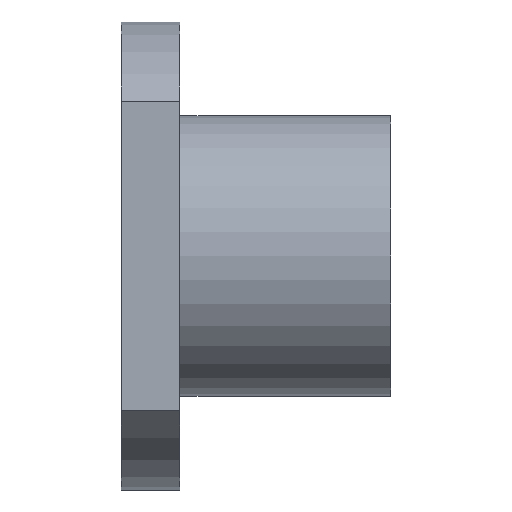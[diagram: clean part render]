
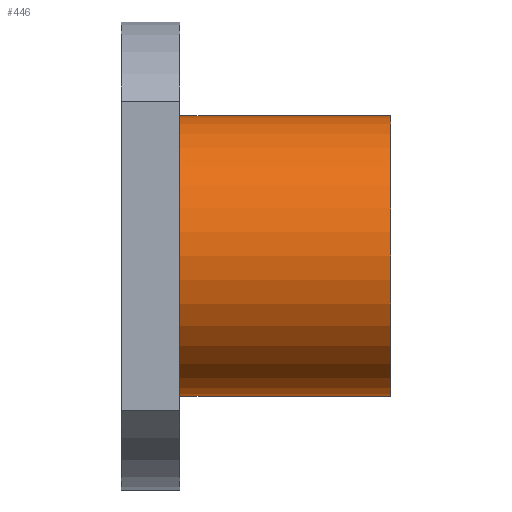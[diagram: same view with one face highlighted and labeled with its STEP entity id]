
A CAD part, left-side view. The second image highlights one B-rep face of the part: STEP entity #446.
In plain terms, the highlighted cylindrical face has radius 12 mm (diameter 24 mm), a partial arc.
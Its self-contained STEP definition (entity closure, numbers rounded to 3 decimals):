
#5 = CYLINDRICAL_SURFACE ( 'NONE', #733, 12. ) ;
#28 = DIRECTION ( 'NONE',  ( 0., 1., 0. ) ) ;
#34 = DIRECTION ( 'NONE',  ( 0., 0., 1. ) ) ;
#41 = VECTOR ( 'NONE', #440, 1000. ) ;
#86 = DIRECTION ( 'NONE',  ( 0., 0., 1. ) ) ;
#87 = AXIS2_PLACEMENT_3D ( 'NONE', #669, #358, #34 ) ;
#112 = ORIENTED_EDGE ( 'NONE', *, *, #444, .T. ) ;
#135 = FACE_OUTER_BOUND ( 'NONE', #668, .T. ) ;
#137 = EDGE_CURVE ( 'NONE', #497, #333, #373, .T. ) ;
#159 = ORIENTED_EDGE ( 'NONE', *, *, #137, .F. ) ;
#188 = CARTESIAN_POINT ( 'NONE',  ( 0., -18., -12. ) ) ;
#210 = CARTESIAN_POINT ( 'NONE',  ( 0., -18., 12. ) ) ;
#233 = VECTOR ( 'NONE', #830, 1000. ) ;
#234 = CARTESIAN_POINT ( 'NONE',  ( 0., 0., -12. ) ) ;
#322 = CIRCLE ( 'NONE', #837, 12. ) ;
#330 = CARTESIAN_POINT ( 'NONE',  ( 0., -18., 0. ) ) ;
#332 = CIRCLE ( 'NONE', #87, 12. ) ;
#333 = VERTEX_POINT ( 'NONE', #234 ) ;
#358 = DIRECTION ( 'NONE',  ( 0., 1., 0. ) ) ;
#373 = LINE ( 'NONE', #188, #41 ) ;
#378 = VERTEX_POINT ( 'NONE', #746 ) ;
#410 = DIRECTION ( 'NONE',  ( 0., 1., 0. ) ) ;
#415 = EDGE_CURVE ( 'NONE', #333, #378, #322, .T. ) ;
#440 = DIRECTION ( 'NONE',  ( 0., 1., 0. ) ) ;
#444 = EDGE_CURVE ( 'NONE', #497, #526, #332, .T. ) ;
#446 = ADVANCED_FACE ( 'NONE', ( #135 ), #5, .T. ) ;
#455 = CARTESIAN_POINT ( 'NONE',  ( 0., -18., 12. ) ) ;
#476 = CARTESIAN_POINT ( 'NONE',  ( 0., -18., -12. ) ) ;
#497 = VERTEX_POINT ( 'NONE', #476 ) ;
#526 = VERTEX_POINT ( 'NONE', #455 ) ;
#528 = DIRECTION ( 'NONE',  ( 0., 0., 1. ) ) ;
#534 = ORIENTED_EDGE ( 'NONE', *, *, #415, .F. ) ;
#603 = ORIENTED_EDGE ( 'NONE', *, *, #605, .T. ) ;
#605 = EDGE_CURVE ( 'NONE', #526, #378, #772, .T. ) ;
#668 = EDGE_LOOP ( 'NONE', ( #159, #112, #603, #534 ) ) ;
#669 = CARTESIAN_POINT ( 'NONE',  ( 0., -18., 0. ) ) ;
#690 = CARTESIAN_POINT ( 'NONE',  ( 0., 0., 0. ) ) ;
#733 = AXIS2_PLACEMENT_3D ( 'NONE', #330, #28, #86 ) ;
#746 = CARTESIAN_POINT ( 'NONE',  ( 0., 0., 12. ) ) ;
#772 = LINE ( 'NONE', #210, #233 ) ;
#830 = DIRECTION ( 'NONE',  ( 0., 1., 0. ) ) ;
#837 = AXIS2_PLACEMENT_3D ( 'NONE', #690, #410, #528 ) ;
